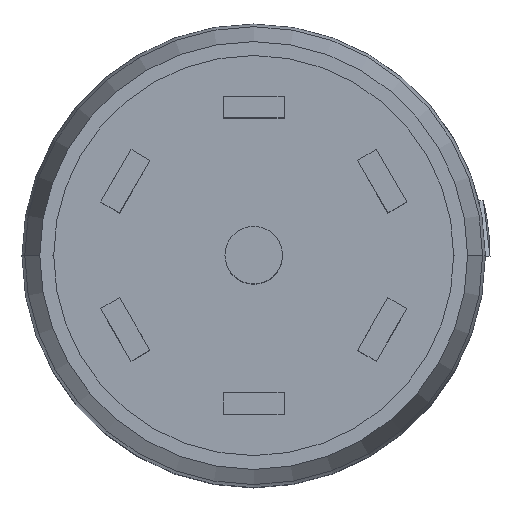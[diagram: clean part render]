
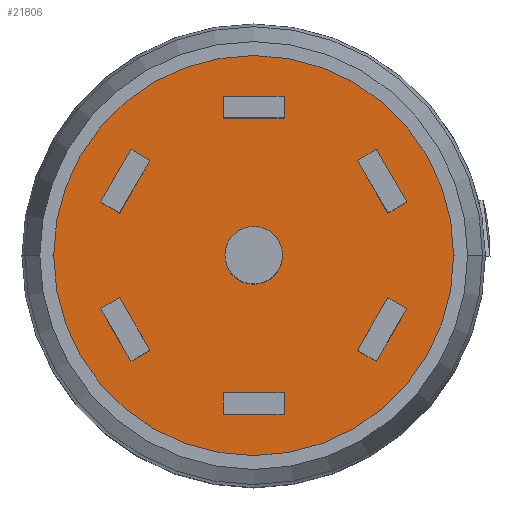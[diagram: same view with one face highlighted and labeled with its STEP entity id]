
A CAD part, top view. The second image highlights one B-rep face of the part: STEP entity #21806.
In plain terms, the highlighted planar face has unit normal (0, 0, 1).
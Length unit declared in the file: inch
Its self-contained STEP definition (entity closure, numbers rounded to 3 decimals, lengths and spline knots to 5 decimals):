
#19807=CARTESIAN_POINT('',(0.,0.,0.381));
#19808=DIRECTION('',(0.,0.,1.));
#19809=DIRECTION('',(0.,-1.,0.));
#19810=AXIS2_PLACEMENT_3D('',#19807,#19808,#19809);
#19812=CARTESIAN_POINT('',(0.,0.,0.381));
#19813=DIRECTION('',(0.,0.,-1.));
#19814=DIRECTION('',(0.,-1.,0.));
#19815=AXIS2_PLACEMENT_3D('',#19812,#19813,#19814);
#19817=CARTESIAN_POINT('',(0.,0.,0.381));
#19818=DIRECTION('',(0.,0.,1.));
#19819=DIRECTION('',(0.,-1.,0.));
#19820=AXIS2_PLACEMENT_3D('',#19817,#19818,#19819);
#19822=CARTESIAN_POINT('',(0.,0.,0.381));
#19823=DIRECTION('',(0.,0.,1.));
#19824=DIRECTION('',(0.,1.,0.));
#19825=AXIS2_PLACEMENT_3D('',#19822,#19823,#19824);
#19827=DIRECTION('',(-1.,0.,0.));
#19828=VECTOR('',#19827,0.0656);
#19829=CARTESIAN_POINT('',(0.0328,-0.1482,0.381));
#19830=LINE('',#19829,#19828);
#19831=DIRECTION('',(0.,-1.,0.));
#19832=VECTOR('',#19831,0.0236);
#19833=CARTESIAN_POINT('',(-0.0328,-0.1482,0.381));
#19834=LINE('',#19833,#19832);
#19835=DIRECTION('',(-1.,0.,0.));
#19836=VECTOR('',#19835,0.0656);
#19837=CARTESIAN_POINT('',(0.0328,-0.1718,0.381));
#19838=LINE('',#19837,#19836);
#19839=DIRECTION('',(0.,-1.,0.));
#19840=VECTOR('',#19839,0.0236);
#19841=CARTESIAN_POINT('',(0.0328,-0.1482,0.381));
#19842=LINE('',#19841,#19840);
#19843=DIRECTION('',(-0.5,-0.866,0.));
#19844=VECTOR('',#19843,0.0656);
#19845=CARTESIAN_POINT('',(0.14474,-0.04569,0.381));
#19846=LINE('',#19845,#19844);
#19847=DIRECTION('',(0.866,-0.5,0.));
#19848=VECTOR('',#19847,0.0236);
#19849=CARTESIAN_POINT('',(0.11194,-0.10251,0.381));
#19850=LINE('',#19849,#19848);
#19851=DIRECTION('',(-0.5,-0.866,0.));
#19852=VECTOR('',#19851,0.0656);
#19853=CARTESIAN_POINT('',(0.16518,-0.05749,0.381));
#19854=LINE('',#19853,#19852);
#19855=DIRECTION('',(0.866,-0.5,0.));
#19856=VECTOR('',#19855,0.0236);
#19857=CARTESIAN_POINT('',(0.14474,-0.04569,0.381));
#19858=LINE('',#19857,#19856);
#19859=DIRECTION('',(0.5,-0.866,0.));
#19860=VECTOR('',#19859,0.0656);
#19861=CARTESIAN_POINT('',(0.11194,0.10251,0.381));
#19862=LINE('',#19861,#19860);
#19863=DIRECTION('',(0.866,0.5,0.));
#19864=VECTOR('',#19863,0.0236);
#19865=CARTESIAN_POINT('',(0.14474,0.04569,0.381));
#19866=LINE('',#19865,#19864);
#19867=DIRECTION('',(0.5,-0.866,0.));
#19868=VECTOR('',#19867,0.0656);
#19869=CARTESIAN_POINT('',(0.13238,0.11431,0.381));
#19870=LINE('',#19869,#19868);
#19871=DIRECTION('',(0.866,0.5,0.));
#19872=VECTOR('',#19871,0.0236);
#19873=CARTESIAN_POINT('',(0.11194,0.10251,0.381));
#19874=LINE('',#19873,#19872);
#19875=DIRECTION('',(1.,0.,0.));
#19876=VECTOR('',#19875,0.0656);
#19877=CARTESIAN_POINT('',(-0.0328,0.1482,0.381));
#19878=LINE('',#19877,#19876);
#19879=DIRECTION('',(0.,1.,0.));
#19880=VECTOR('',#19879,0.0236);
#19881=CARTESIAN_POINT('',(0.0328,0.1482,0.381));
#19882=LINE('',#19881,#19880);
#19883=DIRECTION('',(1.,0.,0.));
#19884=VECTOR('',#19883,0.0656);
#19885=CARTESIAN_POINT('',(-0.0328,0.1718,0.381));
#19886=LINE('',#19885,#19884);
#19887=DIRECTION('',(0.,1.,0.));
#19888=VECTOR('',#19887,0.0236);
#19889=CARTESIAN_POINT('',(-0.0328,0.1482,0.381));
#19890=LINE('',#19889,#19888);
#19891=DIRECTION('',(0.5,0.866,0.));
#19892=VECTOR('',#19891,0.0656);
#19893=CARTESIAN_POINT('',(-0.14474,0.04569,0.381));
#19894=LINE('',#19893,#19892);
#19895=DIRECTION('',(-0.866,0.5,0.));
#19896=VECTOR('',#19895,0.0236);
#19897=CARTESIAN_POINT('',(-0.11194,0.10251,0.381));
#19898=LINE('',#19897,#19896);
#19899=DIRECTION('',(0.5,0.866,0.));
#19900=VECTOR('',#19899,0.0656);
#19901=CARTESIAN_POINT('',(-0.16518,0.05749,0.381));
#19902=LINE('',#19901,#19900);
#19903=DIRECTION('',(-0.866,0.5,0.));
#19904=VECTOR('',#19903,0.0236);
#19905=CARTESIAN_POINT('',(-0.14474,0.04569,0.381));
#19906=LINE('',#19905,#19904);
#19907=DIRECTION('',(-0.5,0.866,0.));
#19908=VECTOR('',#19907,0.0656);
#19909=CARTESIAN_POINT('',(-0.11194,-0.10251,0.381));
#19910=LINE('',#19909,#19908);
#19911=DIRECTION('',(-0.866,-0.5,0.));
#19912=VECTOR('',#19911,0.0236);
#19913=CARTESIAN_POINT('',(-0.14474,-0.04569,0.381));
#19914=LINE('',#19913,#19912);
#19915=DIRECTION('',(-0.5,0.866,0.));
#19916=VECTOR('',#19915,0.0656);
#19917=CARTESIAN_POINT('',(-0.13238,-0.11431,0.381));
#19918=LINE('',#19917,#19916);
#19919=DIRECTION('',(-0.866,-0.5,0.));
#19920=VECTOR('',#19919,0.0236);
#19921=CARTESIAN_POINT('',(-0.11194,-0.10251,0.381));
#19922=LINE('',#19921,#19920);
#20751=CARTESIAN_POINT('',(0.,-0.2178,0.381));
#20752=VERTEX_POINT('',#20751);
#20757=CARTESIAN_POINT('',(0.,0.2178,0.381));
#20758=VERTEX_POINT('',#20757);
#20843=CARTESIAN_POINT('',(0.,-0.031,0.381));
#20844=CARTESIAN_POINT('',(0.,0.031,0.381));
#20845=VERTEX_POINT('',#20843);
#20846=VERTEX_POINT('',#20844);
#20883=CARTESIAN_POINT('',(0.0328,-0.1482,0.381));
#20884=CARTESIAN_POINT('',(-0.0328,-0.1482,0.381));
#20885=VERTEX_POINT('',#20883);
#20886=VERTEX_POINT('',#20884);
#20887=CARTESIAN_POINT('',(0.0328,-0.1718,0.381));
#20888=CARTESIAN_POINT('',(-0.0328,-0.1718,0.381));
#20889=VERTEX_POINT('',#20887);
#20890=VERTEX_POINT('',#20888);
#20931=CARTESIAN_POINT('',(0.14474,-0.04569,0.381));
#20932=CARTESIAN_POINT('',(0.11194,-0.10251,0.381));
#20933=VERTEX_POINT('',#20931);
#20934=VERTEX_POINT('',#20932);
#20935=CARTESIAN_POINT('',(0.16518,-0.05749,0.381));
#20936=CARTESIAN_POINT('',(0.13238,-0.11431,0.381));
#20937=VERTEX_POINT('',#20935);
#20938=VERTEX_POINT('',#20936);
#20979=CARTESIAN_POINT('',(0.11194,0.10251,0.381));
#20980=CARTESIAN_POINT('',(0.14474,0.04569,0.381));
#20981=VERTEX_POINT('',#20979);
#20982=VERTEX_POINT('',#20980);
#20983=CARTESIAN_POINT('',(0.13238,0.11431,0.381));
#20984=CARTESIAN_POINT('',(0.16518,0.05749,0.381));
#20985=VERTEX_POINT('',#20983);
#20986=VERTEX_POINT('',#20984);
#21027=CARTESIAN_POINT('',(-0.0328,0.1482,0.381));
#21028=CARTESIAN_POINT('',(0.0328,0.1482,0.381));
#21029=VERTEX_POINT('',#21027);
#21030=VERTEX_POINT('',#21028);
#21031=CARTESIAN_POINT('',(-0.0328,0.1718,0.381));
#21032=CARTESIAN_POINT('',(0.0328,0.1718,0.381));
#21033=VERTEX_POINT('',#21031);
#21034=VERTEX_POINT('',#21032);
#21075=CARTESIAN_POINT('',(-0.14474,0.04569,0.381));
#21076=CARTESIAN_POINT('',(-0.11194,0.10251,0.381));
#21077=VERTEX_POINT('',#21075);
#21078=VERTEX_POINT('',#21076);
#21079=CARTESIAN_POINT('',(-0.16518,0.05749,0.381));
#21080=CARTESIAN_POINT('',(-0.13238,0.11431,0.381));
#21081=VERTEX_POINT('',#21079);
#21082=VERTEX_POINT('',#21080);
#21123=CARTESIAN_POINT('',(-0.11194,-0.10251,0.381));
#21124=CARTESIAN_POINT('',(-0.14474,-0.04569,0.381));
#21125=VERTEX_POINT('',#21123);
#21126=VERTEX_POINT('',#21124);
#21127=CARTESIAN_POINT('',(-0.13238,-0.11431,0.381));
#21128=CARTESIAN_POINT('',(-0.16518,-0.05749,0.381));
#21129=VERTEX_POINT('',#21127);
#21130=VERTEX_POINT('',#21128);
#21731=CARTESIAN_POINT('',(0.,0.,0.381));
#21732=DIRECTION('',(0.,0.,-1.));
#21733=DIRECTION('',(0.,1.,0.));
#21734=AXIS2_PLACEMENT_3D('',#21731,#21732,#21733);
#21735=PLANE('',#21734);
#21736=ORIENTED_EDGE('',*,*,#21696,.F.);
#21737=ORIENTED_EDGE('',*,*,#21719,.T.);
#21738=EDGE_LOOP('',(#21736,#21737));
#21739=FACE_OUTER_BOUND('',#21738,.F.);
#21741=ORIENTED_EDGE('',*,*,#21740,.T.);
#21743=ORIENTED_EDGE('',*,*,#21742,.T.);
#21744=EDGE_LOOP('',(#21741,#21743));
#21745=FACE_BOUND('',#21744,.F.);
#21747=ORIENTED_EDGE('',*,*,#21746,.T.);
#21749=ORIENTED_EDGE('',*,*,#21748,.T.);
#21751=ORIENTED_EDGE('',*,*,#21750,.F.);
#21753=ORIENTED_EDGE('',*,*,#21752,.F.);
#21754=EDGE_LOOP('',(#21747,#21749,#21751,#21753));
#21755=FACE_BOUND('',#21754,.F.);
#21757=ORIENTED_EDGE('',*,*,#21756,.T.);
#21759=ORIENTED_EDGE('',*,*,#21758,.T.);
#21761=ORIENTED_EDGE('',*,*,#21760,.F.);
#21763=ORIENTED_EDGE('',*,*,#21762,.F.);
#21764=EDGE_LOOP('',(#21757,#21759,#21761,#21763));
#21765=FACE_BOUND('',#21764,.F.);
#21767=ORIENTED_EDGE('',*,*,#21766,.T.);
#21769=ORIENTED_EDGE('',*,*,#21768,.T.);
#21771=ORIENTED_EDGE('',*,*,#21770,.F.);
#21773=ORIENTED_EDGE('',*,*,#21772,.F.);
#21774=EDGE_LOOP('',(#21767,#21769,#21771,#21773));
#21775=FACE_BOUND('',#21774,.F.);
#21777=ORIENTED_EDGE('',*,*,#21776,.T.);
#21779=ORIENTED_EDGE('',*,*,#21778,.T.);
#21781=ORIENTED_EDGE('',*,*,#21780,.F.);
#21783=ORIENTED_EDGE('',*,*,#21782,.F.);
#21784=EDGE_LOOP('',(#21777,#21779,#21781,#21783));
#21785=FACE_BOUND('',#21784,.F.);
#21787=ORIENTED_EDGE('',*,*,#21786,.T.);
#21789=ORIENTED_EDGE('',*,*,#21788,.T.);
#21791=ORIENTED_EDGE('',*,*,#21790,.F.);
#21793=ORIENTED_EDGE('',*,*,#21792,.F.);
#21794=EDGE_LOOP('',(#21787,#21789,#21791,#21793));
#21795=FACE_BOUND('',#21794,.F.);
#21797=ORIENTED_EDGE('',*,*,#21796,.T.);
#21799=ORIENTED_EDGE('',*,*,#21798,.T.);
#21801=ORIENTED_EDGE('',*,*,#21800,.F.);
#21803=ORIENTED_EDGE('',*,*,#21802,.F.);
#21804=EDGE_LOOP('',(#21797,#21799,#21801,#21803));
#21805=FACE_BOUND('',#21804,.F.);
#21806=ADVANCED_FACE('',(#21739,#21745,#21755,#21765,#21775,#21785,#21795,
#21805),#21735,.F.);
#19811=CIRCLE('',#19810,0.2178);
#19816=CIRCLE('',#19815,0.2178);
#19821=CIRCLE('',#19820,0.031);
#19826=CIRCLE('',#19825,0.031);
#21696=EDGE_CURVE('',#20752,#20758,#19811,.T.);
#21719=EDGE_CURVE('',#20752,#20758,#19816,.T.);
#21740=EDGE_CURVE('',#20845,#20846,#19821,.T.);
#21742=EDGE_CURVE('',#20846,#20845,#19826,.T.);
#21746=EDGE_CURVE('',#20885,#20886,#19830,.T.);
#21748=EDGE_CURVE('',#20886,#20890,#19834,.T.);
#21750=EDGE_CURVE('',#20889,#20890,#19838,.T.);
#21752=EDGE_CURVE('',#20885,#20889,#19842,.T.);
#21756=EDGE_CURVE('',#20933,#20934,#19846,.T.);
#21758=EDGE_CURVE('',#20934,#20938,#19850,.T.);
#21760=EDGE_CURVE('',#20937,#20938,#19854,.T.);
#21762=EDGE_CURVE('',#20933,#20937,#19858,.T.);
#21766=EDGE_CURVE('',#20981,#20982,#19862,.T.);
#21768=EDGE_CURVE('',#20982,#20986,#19866,.T.);
#21770=EDGE_CURVE('',#20985,#20986,#19870,.T.);
#21772=EDGE_CURVE('',#20981,#20985,#19874,.T.);
#21776=EDGE_CURVE('',#21029,#21030,#19878,.T.);
#21778=EDGE_CURVE('',#21030,#21034,#19882,.T.);
#21780=EDGE_CURVE('',#21033,#21034,#19886,.T.);
#21782=EDGE_CURVE('',#21029,#21033,#19890,.T.);
#21786=EDGE_CURVE('',#21077,#21078,#19894,.T.);
#21788=EDGE_CURVE('',#21078,#21082,#19898,.T.);
#21790=EDGE_CURVE('',#21081,#21082,#19902,.T.);
#21792=EDGE_CURVE('',#21077,#21081,#19906,.T.);
#21796=EDGE_CURVE('',#21125,#21126,#19910,.T.);
#21798=EDGE_CURVE('',#21126,#21130,#19914,.T.);
#21800=EDGE_CURVE('',#21129,#21130,#19918,.T.);
#21802=EDGE_CURVE('',#21125,#21129,#19922,.T.);
